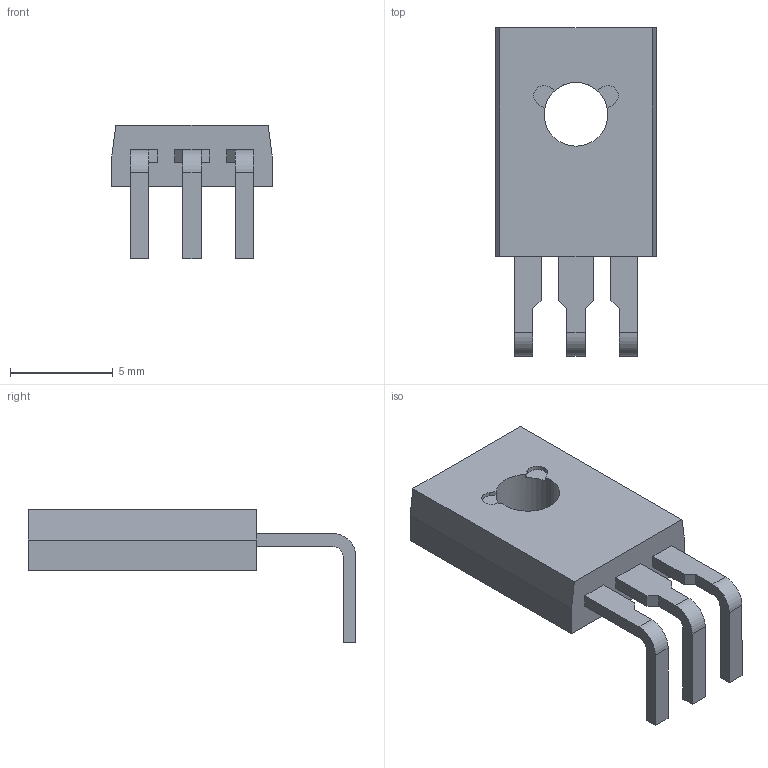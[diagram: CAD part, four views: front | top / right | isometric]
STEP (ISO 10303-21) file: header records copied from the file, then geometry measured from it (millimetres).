
FILE_DESCRIPTION((''),'2;1');
FILE_NAME('TO-225-H_3d.stp','2015-10-05T15:16:09',(''),(''),'Mechanical Desktop 2011','Mechanical Desktop 2011',', , ');
FILE_SCHEMA(('AUTOMOTIVE_DESIGN { 1 2 10303 214 1 1 1 1 }'));
Length unit declared in the file: millimetre
Products named in the file (1): Product
Bounding box: 7.8 x 15.95 x 6.5 mm (x, y, z)
Volume: 251.2 mm3; surface area: 528 mm2
Topology: 5 solids, 5 shells, 69 faces, 174 edges, 116 vertices
Faces by surface type: plane 46, cylinder 12, bspline 11
Entity records: 2112 total; most frequent: CARTESIAN_POINT 393, ORIENTED_EDGE 348, DIRECTION 320, EDGE_CURVE 174, VECTOR 146, LINE 146, VERTEX_POINT 116, AXIS2_PLACEMENT_3D 87
